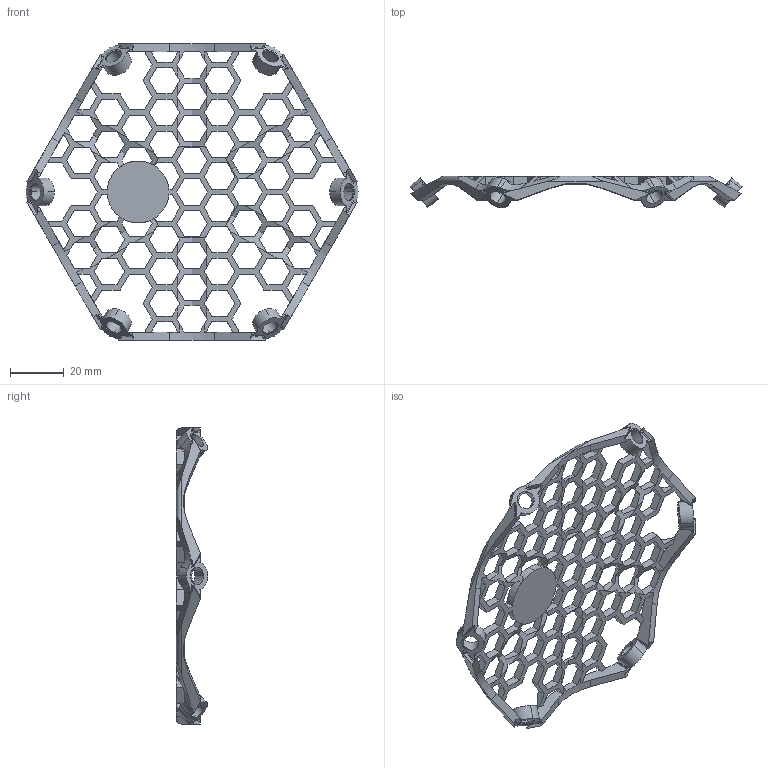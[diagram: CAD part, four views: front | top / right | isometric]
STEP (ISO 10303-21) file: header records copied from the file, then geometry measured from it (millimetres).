
FILE_DESCRIPTION (( 'STEP AP203' ), '1' );
FILE_NAME ('cover_IMU_Default_sldprt.STEP', '2020-01-17T17:40:12', ( '' ), ( '' ), 'SwSTEP 2.0', 'SolidWorks 2019', '' );
FILE_SCHEMA (( 'CONFIG_CONTROL_DESIGN' ));
Length unit declared in the file: millimetre
Products named in the file (1): cover_IMU_Default_sldprt
Bounding box: 123.23 x 11.63 x 110 mm (x, y, z)
Volume: 12023.8 mm3; surface area: 18296.6 mm2
Topology: 1 solids, 1 shells, 707 faces, 2341 edges, 1554 vertices
Faces by surface type: plane 588, cylinder 71, cone 24, torus 12, bspline 12
Entity records: 26212 total; most frequent: CARTESIAN_POINT 5979, ORIENTED_EDGE 4682, DIRECTION 3609, EDGE_CURVE 2341, LINE 1937, VECTOR 1937, VERTEX_POINT 1554, AXIS2_PLACEMENT_3D 836
